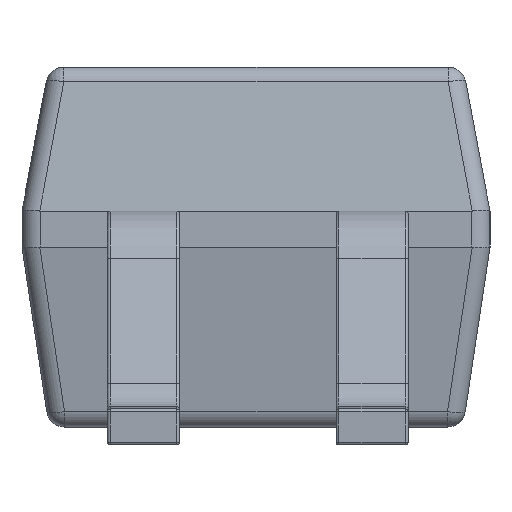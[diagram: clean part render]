
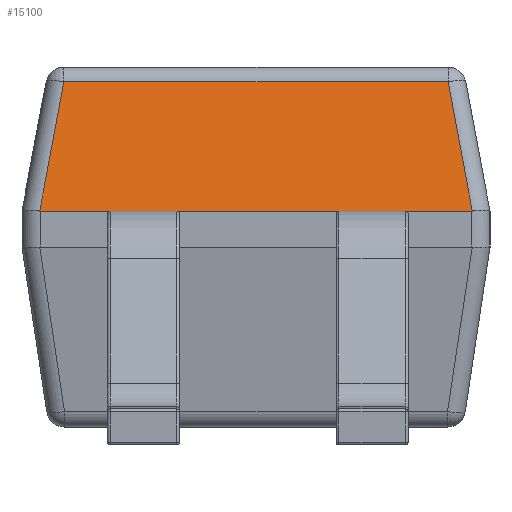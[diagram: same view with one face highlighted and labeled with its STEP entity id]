
A CAD part, left-side view. The second image highlights one B-rep face of the part: STEP entity #15100.
In plain terms, the highlighted planar face has unit normal (-0.983, 0, 0.184).
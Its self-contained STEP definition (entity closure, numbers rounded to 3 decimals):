
#853 =( BOUNDED_CURVE ( )  B_SPLINE_CURVE ( 3, ( #9646, #3345, #11617, #14796 ),
 .UNSPECIFIED., .F., .F. ) 
 B_SPLINE_CURVE_WITH_KNOTS ( ( 4, 4 ),
 ( 0., 0.017 ),
 .UNSPECIFIED. ) 
 CURVE ( )  GEOMETRIC_REPRESENTATION_ITEM ( )  RATIONAL_B_SPLINE_CURVE ( ( 1., 1., 1., 1. ) ) 
 REPRESENTATION_ITEM ( '' )  );
#1125 = LINE ( 'NONE', #7696, #6510 ) ;
#1258 = VERTEX_POINT ( 'NONE', #14621 ) ;
#1852 = CARTESIAN_POINT ( 'NONE',  ( -2.2, 1.2, 1.3 ) ) ;
#2097 = VERTEX_POINT ( 'NONE', #17313 ) ;
#2673 = EDGE_CURVE ( 'NONE', #1258, #13289, #1125, .T. ) ;
#2675 = DIRECTION ( 'NONE',  ( 0., 1., 0. ) ) ;
#2777 = CARTESIAN_POINT ( 'NONE',  ( -2.015, -1.017, 2.284 ) ) ;
#3345 = CARTESIAN_POINT ( 'NONE',  ( -2.2, -1.201, 1.3 ) ) ;
#4469 = FACE_OUTER_BOUND ( 'NONE', #13445, .T. ) ;
#6510 = VECTOR ( 'NONE', #12718, 1000. ) ;
#6944 = VECTOR ( 'NONE', #20221, 1000. ) ;
#7315 = LINE ( 'NONE', #20744, #17141 ) ;
#7394 = DIRECTION ( 'NONE',  ( -0.983, 0., 0.184 ) ) ;
#7696 = CARTESIAN_POINT ( 'NONE',  ( -2.015, 1.017, 2.284 ) ) ;
#8031 = LINE ( 'NONE', #2777, #17934 ) ;
#8179 = CARTESIAN_POINT ( 'NONE',  ( -2.2, 1.202, 1.3 ) ) ;
#9135 = DIRECTION ( 'NONE',  ( 0., 1., 0. ) ) ;
#9646 = CARTESIAN_POINT ( 'NONE',  ( -2.2, -1.2, 1.3 ) ) ;
#9655 = CARTESIAN_POINT ( 'NONE',  ( -2.065, -1.067, 2.018 ) ) ;
#11548 = AXIS2_PLACEMENT_3D ( 'NONE', #17485, #7394, #9135 ) ;
#11617 = CARTESIAN_POINT ( 'NONE',  ( -2.2, -1.201, 1.3 ) ) ;
#11725 = CARTESIAN_POINT ( 'NONE',  ( -2.2, 1.201, 1.3 ) ) ;
#12718 = DIRECTION ( 'NONE',  ( -0.181, 0.181, -0.967 ) ) ;
#12842 = PLANE ( 'NONE',  #11548 ) ;
#13289 = VERTEX_POINT ( 'NONE', #20815 ) ;
#13445 = EDGE_LOOP ( 'NONE', ( #20011, #15206, #14318, #16884, #21248, #19222 ) ) ;
#13465 = LINE ( 'NONE', #16553, #6944 ) ;
#14219 = EDGE_CURVE ( 'NONE', #16147, #20862, #7315, .T. ) ;
#14318 = ORIENTED_EDGE ( 'NONE', *, *, #14219, .F. ) ;
#14621 = CARTESIAN_POINT ( 'NONE',  ( -2.065, 1.067, 2.018 ) ) ;
#14796 = CARTESIAN_POINT ( 'NONE',  ( -2.2, -1.202, 1.3 ) ) ;
#15100 = ADVANCED_FACE ( 'NONE', ( #4469 ), #12842, .T. ) ;
#15197 = CARTESIAN_POINT ( 'NONE',  ( -2.2, 1.2, 1.3 ) ) ;
#15206 = ORIENTED_EDGE ( 'NONE', *, *, #17952, .T. ) ;
#15860 = CARTESIAN_POINT ( 'NONE',  ( -2.2, -1.2, 1.3 ) ) ;
#16147 = VERTEX_POINT ( 'NONE', #15860 ) ;
#16287 = EDGE_CURVE ( 'NONE', #2097, #17897, #8031, .T. ) ;
#16553 = CARTESIAN_POINT ( 'NONE',  ( -2.065, 0., 2.018 ) ) ;
#16857 = CARTESIAN_POINT ( 'NONE',  ( -2.2, 1.201, 1.3 ) ) ;
#16884 = ORIENTED_EDGE ( 'NONE', *, *, #16915, .T. ) ;
#16915 = EDGE_CURVE ( 'NONE', #16147, #2097, #853, .T. ) ;
#17141 = VECTOR ( 'NONE', #2675, 1000. ) ;
#17313 = CARTESIAN_POINT ( 'NONE',  ( -2.2, -1.202, 1.3 ) ) ;
#17485 = CARTESIAN_POINT ( 'NONE',  ( -2.05, 0., 2.1 ) ) ;
#17832 = DIRECTION ( 'NONE',  ( 0.181, 0.181, 0.967 ) ) ;
#17897 = VERTEX_POINT ( 'NONE', #9655 ) ;
#17934 = VECTOR ( 'NONE', #17832, 1000. ) ;
#17952 = EDGE_CURVE ( 'NONE', #13289, #20862, #20960, .T. ) ;
#19222 = ORIENTED_EDGE ( 'NONE', *, *, #21394, .T. ) ;
#20011 = ORIENTED_EDGE ( 'NONE', *, *, #2673, .T. ) ;
#20221 = DIRECTION ( 'NONE',  ( 0., 1., 0. ) ) ;
#20744 = CARTESIAN_POINT ( 'NONE',  ( -2.2, 1.3, 1.3 ) ) ;
#20815 = CARTESIAN_POINT ( 'NONE',  ( -2.2, 1.202, 1.3 ) ) ;
#20862 = VERTEX_POINT ( 'NONE', #15197 ) ;
#20960 =( BOUNDED_CURVE ( )  B_SPLINE_CURVE ( 3, ( #8179, #16857, #11725, #1852 ),
 .UNSPECIFIED., .F., .F. ) 
 B_SPLINE_CURVE_WITH_KNOTS ( ( 4, 4 ),
 ( 6.266, 6.283 ),
 .UNSPECIFIED. ) 
 CURVE ( )  GEOMETRIC_REPRESENTATION_ITEM ( )  RATIONAL_B_SPLINE_CURVE ( ( 1., 1., 1., 1. ) ) 
 REPRESENTATION_ITEM ( '' )  );
#21248 = ORIENTED_EDGE ( 'NONE', *, *, #16287, .T. ) ;
#21394 = EDGE_CURVE ( 'NONE', #17897, #1258, #13465, .T. ) ;
